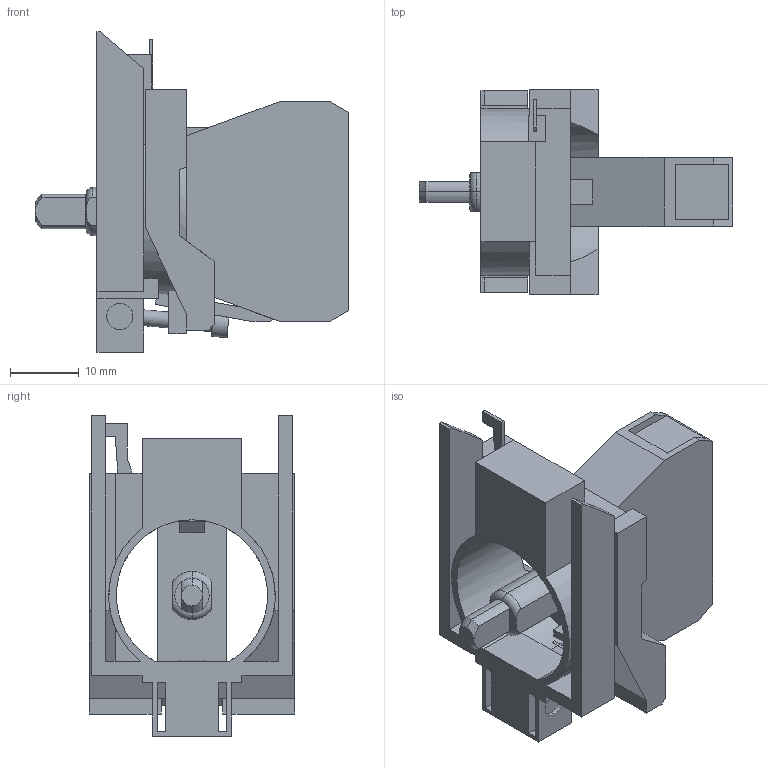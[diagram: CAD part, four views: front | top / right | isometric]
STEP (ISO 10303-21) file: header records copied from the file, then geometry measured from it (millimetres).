
FILE_DESCRIPTION(('starvars output'),'2;1');
FILE_NAME('ZB4BV18G4_3D.stp','10:57:10 2020/03/31',( 'Thomas Industrial Network Germany GmbH'),( 'Thomas Industrial Network Germany GmbH'),'unknown preprocess','ACIS' ,'unknown authorization');
FILE_SCHEMA(('AUTOMOTIVE_DESIGN_CC2 {UNKNOWN IMPLEMENTATION LEVEL}'));
Length unit declared in the file: millimetre
Products named in the file (1): PRODUCT_ID_30
Bounding box: 45.59 x 29.85 x 46.5 mm (x, y, z)
Volume: 14779.5 mm3; surface area: 9031.1 mm2
Topology: 1 solids, 1 shells, 180 faces, 531 edges, 348 vertices
Faces by surface type: plane 145, cylinder 29, cone 4, torus 2
Entity records: 6760 total; most frequent: ORIENTED_EDGE 1062, CARTESIAN_POINT 934, DIRECTION 710, EDGE_CURVE 531, VECTOR 362, LINE 362, VERTEX_POINT 348, EDGE_LOOP 195
